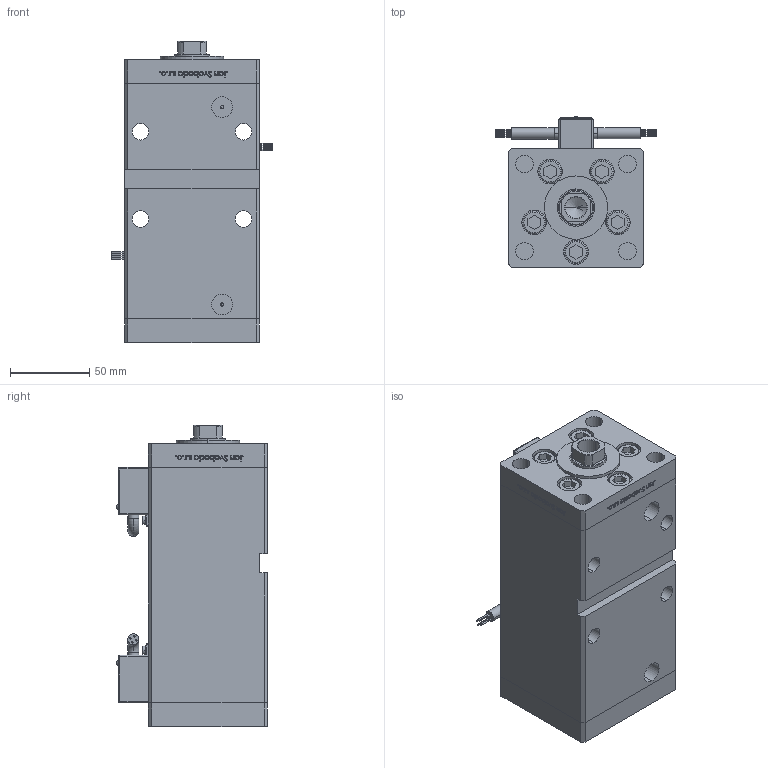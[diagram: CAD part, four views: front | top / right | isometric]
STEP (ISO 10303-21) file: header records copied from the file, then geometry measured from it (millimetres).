
FILE_DESCRIPTION (( 'STEP AP203' ), '1' );
FILE_NAME ('1ede.STEP', '2024-01-08T19:26:20', ( '' ), ( '' ), 'SwSTEP 2.0', 'SolidWorks 2019', '' );
FILE_SCHEMA (( 'CONFIG_CONTROL_DESIGN' ));
Length unit declared in the file: millimetre
Products named in the file (7): V220C BACK_E 8063d804cbe0958c30f08a370b8df6f3; 1ede; Magnetic_Switch_MSU4 8063d804cbe0958c30f08a370b8df6f3; V220C_E MIDDLE 8063d804cbe0958c30f08a370b8df6f3; V220C_FRONT_E 8063d804cbe0958c30f08a370b8df6f3; V220C_VC_E 8063d804cbe0958c30f08a370b8df6f3; ALLEN BOLT 8063d804cbe0958c30f08a370b8df6f3
Assembly tree (16 placements, depth 2):
  1ede
    V220C BACK_E 8063d804cbe0958c30f08a370b8df6f3
    V220C_E MIDDLE 8063d804cbe0958c30f08a370b8df6f3
    V220C_FRONT_E 8063d804cbe0958c30f08a370b8df6f3
    ALLEN BOLT 8063d804cbe0958c30f08a370b8df6f3  x10
    Magnetic_Switch_MSU4 8063d804cbe0958c30f08a370b8df6f3  x2
    V220C_VC_E 8063d804cbe0958c30f08a370b8df6f3
Bounding box: 101.6 x 95.1 x 190 mm (x, y, z)
Volume: 1007719.7 mm3; surface area: 183490.9 mm2
Topology: 16 solids, 18 shells, 1418 faces, 3505 edges, 2273 vertices
Faces by surface type: plane 553, bspline 484, cylinder 255, torus 52, cone 50, sphere 24
Entity records: 56229 total; most frequent: CARTESIAN_POINT 30989, ORIENTED_EDGE 5704, DIRECTION 3568, EDGE_CURVE 2852, VERTEX_POINT 1884, VECTOR 1466, LINE 1466, EDGE_LOOP 1308
